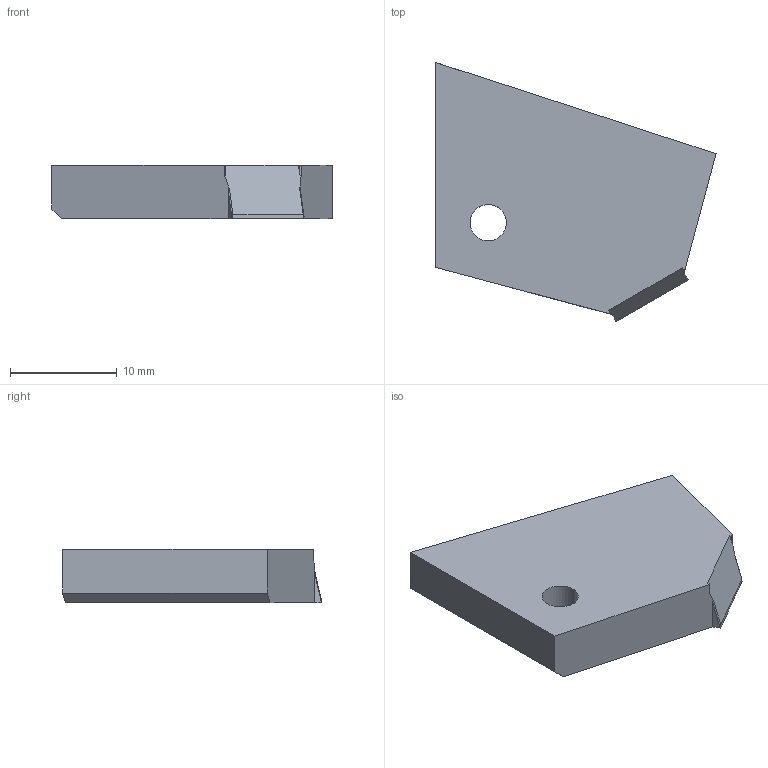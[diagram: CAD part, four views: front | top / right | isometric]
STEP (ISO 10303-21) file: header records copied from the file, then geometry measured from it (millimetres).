
FILE_DESCRIPTION (( 'STEP AP214' ), '1' );
FILE_NAME ('cycloid_housing.STEP', '2025-05-27T14:01:17', ( '' ), ( '' ), 'SwSTEP 2.0', 'SolidWorks 2025', '' );
FILE_SCHEMA (( 'AUTOMOTIVE_DESIGN' ));
Length unit declared in the file: millimetre
Products named in the file (1): cycloid_housing_housing_rotation_cache
Bounding box: 26.25 x 24.25 x 5 mm (x, y, z)
Volume: 2075.6 mm3; surface area: 1303.2 mm2
Topology: 1 solids, 1 shells, 25 faces, 65 edges, 42 vertices
Faces by surface type: plane 15, cylinder 8, cone 2
Entity records: 784 total; most frequent: CARTESIAN_POINT 157, ORIENTED_EDGE 130, DIRECTION 119, EDGE_CURVE 65, LINE 47, VECTOR 47, VERTEX_POINT 42, AXIS2_PLACEMENT_3D 36
